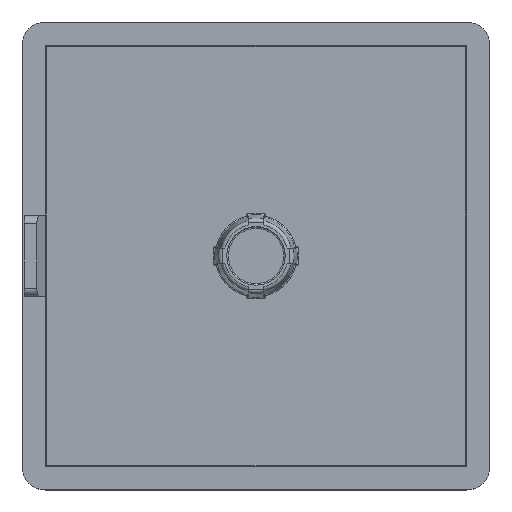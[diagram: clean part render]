
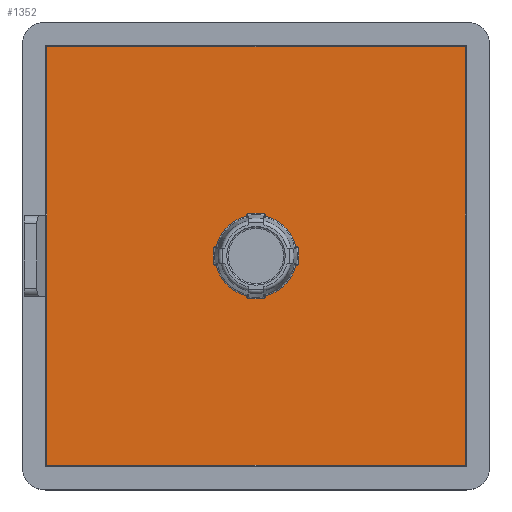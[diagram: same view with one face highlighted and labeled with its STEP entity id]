
A CAD part, top view. The second image highlights one B-rep face of the part: STEP entity #1352.
In plain terms, the highlighted planar face has unit normal (0, 0, 1).
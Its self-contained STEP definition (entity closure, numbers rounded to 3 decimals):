
#26=FACE_BOUND('',#388,.T.);
#29=PLANE('',#1476);
#69=LINE('',#2150,#161);
#70=LINE('',#2152,#162);
#71=LINE('',#2154,#163);
#72=LINE('',#2155,#164);
#73=LINE('',#2157,#165);
#74=LINE('',#2159,#166);
#75=LINE('',#2163,#167);
#76=LINE('',#2167,#168);
#77=LINE('',#2171,#169);
#78=LINE('',#2175,#170);
#79=LINE('',#2179,#171);
#80=LINE('',#2183,#172);
#161=VECTOR('',#1677,1000.);
#162=VECTOR('',#1678,1000.);
#163=VECTOR('',#1679,1000.);
#164=VECTOR('',#1680,1000.);
#165=VECTOR('',#1681,1000.);
#166=VECTOR('',#1682,1000.);
#167=VECTOR('',#1685,1000.);
#168=VECTOR('',#1688,1000.);
#169=VECTOR('',#1691,1000.);
#170=VECTOR('',#1694,1000.);
#171=VECTOR('',#1697,1000.);
#172=VECTOR('',#1700,1000.);
#300=FACE_OUTER_BOUND('',#387,.T.);
#387=EDGE_LOOP('',(#950,#951,#952,#953));
#388=EDGE_LOOP('',(#954,#955,#956,#957,#958,#959,#960,#961,#962,#963,#964,
#965,#966,#967,#968,#969));
#510=CIRCLE('',#1465,5.5);
#518=CIRCLE('',#1477,5.25);
#519=CIRCLE('',#1478,5.5);
#520=CIRCLE('',#1479,5.25);
#521=CIRCLE('',#1480,5.5);
#522=CIRCLE('',#1481,5.25);
#523=CIRCLE('',#1482,5.5);
#524=CIRCLE('',#1483,5.25);
#579=VERTEX_POINT('',#2071);
#580=VERTEX_POINT('',#2086);
#601=VERTEX_POINT('',#2148);
#602=VERTEX_POINT('',#2149);
#603=VERTEX_POINT('',#2151);
#604=VERTEX_POINT('',#2153);
#605=VERTEX_POINT('',#2156);
#606=VERTEX_POINT('',#2158);
#607=VERTEX_POINT('',#2160);
#608=VERTEX_POINT('',#2162);
#609=VERTEX_POINT('',#2164);
#610=VERTEX_POINT('',#2166);
#611=VERTEX_POINT('',#2168);
#612=VERTEX_POINT('',#2170);
#613=VERTEX_POINT('',#2172);
#614=VERTEX_POINT('',#2174);
#615=VERTEX_POINT('',#2176);
#616=VERTEX_POINT('',#2178);
#617=VERTEX_POINT('',#2180);
#618=VERTEX_POINT('',#2182);
#710=EDGE_CURVE('',#580,#579,#510,.T.);
#734=EDGE_CURVE('',#601,#602,#69,.T.);
#735=EDGE_CURVE('',#602,#603,#70,.T.);
#736=EDGE_CURVE('',#603,#604,#71,.T.);
#737=EDGE_CURVE('',#604,#601,#72,.T.);
#738=EDGE_CURVE('',#605,#580,#73,.T.);
#739=EDGE_CURVE('',#579,#606,#74,.T.);
#740=EDGE_CURVE('',#606,#607,#518,.T.);
#741=EDGE_CURVE('',#607,#608,#75,.T.);
#742=EDGE_CURVE('',#608,#609,#519,.T.);
#743=EDGE_CURVE('',#609,#610,#76,.T.);
#744=EDGE_CURVE('',#610,#611,#520,.T.);
#745=EDGE_CURVE('',#611,#612,#77,.T.);
#746=EDGE_CURVE('',#612,#613,#521,.T.);
#747=EDGE_CURVE('',#613,#614,#78,.T.);
#748=EDGE_CURVE('',#614,#615,#522,.T.);
#749=EDGE_CURVE('',#615,#616,#79,.T.);
#750=EDGE_CURVE('',#616,#617,#523,.T.);
#751=EDGE_CURVE('',#617,#618,#80,.T.);
#752=EDGE_CURVE('',#618,#605,#524,.T.);
#950=ORIENTED_EDGE('',*,*,#734,.T.);
#951=ORIENTED_EDGE('',*,*,#735,.T.);
#952=ORIENTED_EDGE('',*,*,#736,.T.);
#953=ORIENTED_EDGE('',*,*,#737,.T.);
#954=ORIENTED_EDGE('',*,*,#738,.T.);
#955=ORIENTED_EDGE('',*,*,#710,.T.);
#956=ORIENTED_EDGE('',*,*,#739,.T.);
#957=ORIENTED_EDGE('',*,*,#740,.T.);
#958=ORIENTED_EDGE('',*,*,#741,.T.);
#959=ORIENTED_EDGE('',*,*,#742,.T.);
#960=ORIENTED_EDGE('',*,*,#743,.T.);
#961=ORIENTED_EDGE('',*,*,#744,.T.);
#962=ORIENTED_EDGE('',*,*,#745,.T.);
#963=ORIENTED_EDGE('',*,*,#746,.T.);
#964=ORIENTED_EDGE('',*,*,#747,.T.);
#965=ORIENTED_EDGE('',*,*,#748,.T.);
#966=ORIENTED_EDGE('',*,*,#749,.T.);
#967=ORIENTED_EDGE('',*,*,#750,.T.);
#968=ORIENTED_EDGE('',*,*,#751,.T.);
#969=ORIENTED_EDGE('',*,*,#752,.T.);
#1352=ADVANCED_FACE('',(#300,#26),#29,.T.);
#1465=AXIS2_PLACEMENT_3D('',#2087,#1638,#1639);
#1476=AXIS2_PLACEMENT_3D('',#2147,#1675,#1676);
#1477=AXIS2_PLACEMENT_3D('',#2161,#1683,#1684);
#1478=AXIS2_PLACEMENT_3D('',#2165,#1686,#1687);
#1479=AXIS2_PLACEMENT_3D('',#2169,#1689,#1690);
#1480=AXIS2_PLACEMENT_3D('',#2173,#1692,#1693);
#1481=AXIS2_PLACEMENT_3D('',#2177,#1695,#1696);
#1482=AXIS2_PLACEMENT_3D('',#2181,#1698,#1699);
#1483=AXIS2_PLACEMENT_3D('',#2184,#1701,#1702);
#1638=DIRECTION('center_axis',(0.,0.,-1.));
#1639=DIRECTION('ref_axis',(1.,0.,0.));
#1675=DIRECTION('center_axis',(0.,0.,1.));
#1676=DIRECTION('ref_axis',(1.,0.,0.));
#1677=DIRECTION('',(0.,1.,0.));
#1678=DIRECTION('',(-1.,0.,0.));
#1679=DIRECTION('',(0.,-1.,0.));
#1680=DIRECTION('',(1.,0.,0.));
#1681=DIRECTION('',(1.,0.,0.));
#1682=DIRECTION('',(-1.,0.,0.));
#1683=DIRECTION('center_axis',(0.,0.,-1.));
#1684=DIRECTION('ref_axis',(1.,0.,0.));
#1685=DIRECTION('',(0.,-1.,0.));
#1686=DIRECTION('center_axis',(0.,0.,-1.));
#1687=DIRECTION('ref_axis',(1.,0.,0.));
#1688=DIRECTION('',(0.,1.,0.));
#1689=DIRECTION('center_axis',(0.,0.,-1.));
#1690=DIRECTION('ref_axis',(1.,0.,0.));
#1691=DIRECTION('',(-1.,0.,0.));
#1692=DIRECTION('center_axis',(0.,0.,-1.));
#1693=DIRECTION('ref_axis',(1.,0.,0.));
#1694=DIRECTION('',(1.,0.,0.));
#1695=DIRECTION('center_axis',(0.,0.,-1.));
#1696=DIRECTION('ref_axis',(1.,0.,0.));
#1697=DIRECTION('',(0.,1.,0.));
#1698=DIRECTION('center_axis',(0.,0.,-1.));
#1699=DIRECTION('ref_axis',(1.,0.,0.));
#1700=DIRECTION('',(0.,-1.,0.));
#1701=DIRECTION('center_axis',(0.,0.,-1.));
#1702=DIRECTION('ref_axis',(1.,0.,0.));
#2071=CARTESIAN_POINT('',(5.367,-1.2,3.));
#2086=CARTESIAN_POINT('',(5.367,1.2,3.));
#2087=CARTESIAN_POINT('Origin',(0.,0.,3.));
#2147=CARTESIAN_POINT('Origin',(-27.,-27.,3.));
#2148=CARTESIAN_POINT('',(26.8,-26.8,3.));
#2149=CARTESIAN_POINT('',(26.8,26.8,3.));
#2150=CARTESIAN_POINT('',(26.8,-27.,3.));
#2151=CARTESIAN_POINT('',(-26.8,26.8,3.));
#2152=CARTESIAN_POINT('',(-27.,26.8,3.));
#2153=CARTESIAN_POINT('',(-26.8,-26.8,3.));
#2154=CARTESIAN_POINT('',(-26.8,-27.,3.));
#2155=CARTESIAN_POINT('',(-27.,-26.8,3.));
#2156=CARTESIAN_POINT('',(5.111,1.2,3.));
#2157=CARTESIAN_POINT('',(-27.,1.2,3.));
#2158=CARTESIAN_POINT('',(5.111,-1.2,3.));
#2159=CARTESIAN_POINT('',(-27.,-1.2,3.));
#2160=CARTESIAN_POINT('',(1.2,-5.111,3.));
#2161=CARTESIAN_POINT('Origin',(0.,0.,3.));
#2162=CARTESIAN_POINT('',(1.2,-5.367,3.));
#2163=CARTESIAN_POINT('',(1.2,-27.,3.));
#2164=CARTESIAN_POINT('',(-1.2,-5.367,3.));
#2165=CARTESIAN_POINT('Origin',(0.,0.,3.));
#2166=CARTESIAN_POINT('',(-1.2,-5.111,3.));
#2167=CARTESIAN_POINT('',(-1.2,-27.,3.));
#2168=CARTESIAN_POINT('',(-5.111,-1.2,3.));
#2169=CARTESIAN_POINT('Origin',(0.,0.,3.));
#2170=CARTESIAN_POINT('',(-5.367,-1.2,3.));
#2171=CARTESIAN_POINT('',(-27.,-1.2,3.));
#2172=CARTESIAN_POINT('',(-5.367,1.2,3.));
#2173=CARTESIAN_POINT('Origin',(0.,0.,3.));
#2174=CARTESIAN_POINT('',(-5.111,1.2,3.));
#2175=CARTESIAN_POINT('',(-27.,1.2,3.));
#2176=CARTESIAN_POINT('',(-1.2,5.111,3.));
#2177=CARTESIAN_POINT('Origin',(0.,0.,3.));
#2178=CARTESIAN_POINT('',(-1.2,5.367,3.));
#2179=CARTESIAN_POINT('',(-1.2,-27.,3.));
#2180=CARTESIAN_POINT('',(1.2,5.367,3.));
#2181=CARTESIAN_POINT('Origin',(0.,0.,3.));
#2182=CARTESIAN_POINT('',(1.2,5.111,3.));
#2183=CARTESIAN_POINT('',(1.2,-27.,3.));
#2184=CARTESIAN_POINT('Origin',(0.,0.,3.));
